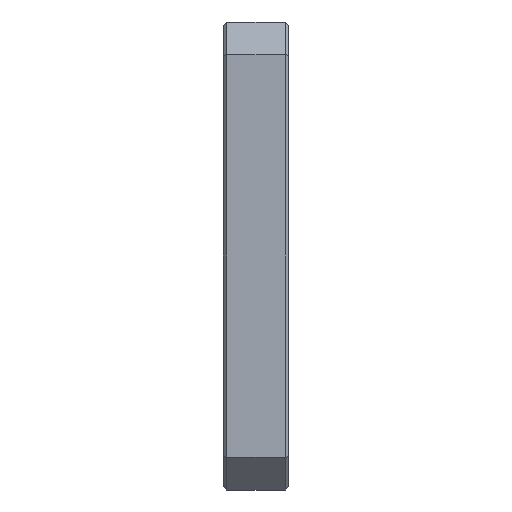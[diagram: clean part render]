
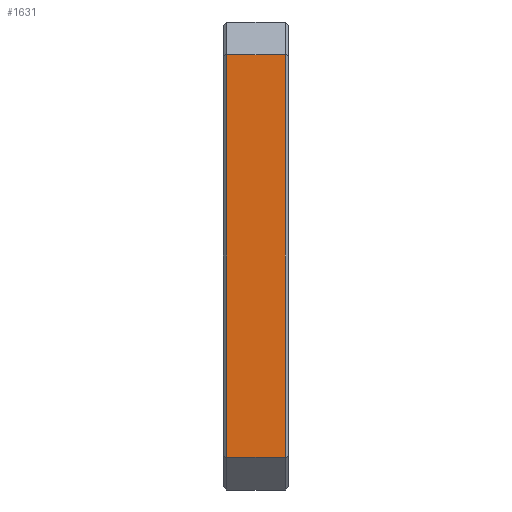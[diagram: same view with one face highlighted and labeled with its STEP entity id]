
A CAD part, left-side view. The second image highlights one B-rep face of the part: STEP entity #1631.
In plain terms, the highlighted planar face has unit normal (-1, 0, 0).
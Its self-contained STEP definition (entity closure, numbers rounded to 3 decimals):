
#10 = CARTESIAN_POINT ( 'NONE',  ( -36., -4.5, -31. ) ) ;
#48 = DIRECTION ( 'NONE',  ( 0., 1., 0. ) ) ;
#85 = VERTEX_POINT ( 'NONE', #10 ) ;
#107 = DIRECTION ( 'NONE',  ( 1., 0., 0. ) ) ;
#168 = EDGE_LOOP ( 'NONE', ( #1052, #824, #213, #1681 ) ) ;
#204 = DIRECTION ( 'NONE',  ( 0., -1., 0. ) ) ;
#213 = ORIENTED_EDGE ( 'NONE', *, *, #952, .T. ) ;
#232 = FACE_OUTER_BOUND ( 'NONE', #168, .T. ) ;
#257 = CARTESIAN_POINT ( 'NONE',  ( -36., 5., -36. ) ) ;
#313 = AXIS2_PLACEMENT_3D ( 'NONE', #257, #107, #1321 ) ;
#501 = CARTESIAN_POINT ( 'NONE',  ( -36., -4.5, -36. ) ) ;
#528 = LINE ( 'NONE', #1882, #949 ) ;
#664 = LINE ( 'NONE', #820, #858 ) ;
#773 = CARTESIAN_POINT ( 'NONE',  ( -36., 5., -31. ) ) ;
#803 = VECTOR ( 'NONE', #204, 1000. ) ;
#820 = CARTESIAN_POINT ( 'NONE',  ( -36., 4.5, -31. ) ) ;
#824 = ORIENTED_EDGE ( 'NONE', *, *, #1895, .T. ) ;
#848 = PLANE ( 'NONE',  #313 ) ;
#858 = VECTOR ( 'NONE', #1722, 1000. ) ;
#949 = VECTOR ( 'NONE', #48, 1000. ) ;
#952 = EDGE_CURVE ( 'NONE', #1092, #1839, #528, .T. ) ;
#953 = DIRECTION ( 'NONE',  ( 0., 0., 1. ) ) ;
#965 = CARTESIAN_POINT ( 'NONE',  ( -36., 4.5, 31. ) ) ;
#973 = EDGE_CURVE ( 'NONE', #1839, #1753, #664, .T. ) ;
#1052 = ORIENTED_EDGE ( 'NONE', *, *, #1771, .T. ) ;
#1054 = VECTOR ( 'NONE', #953, 1000. ) ;
#1092 = VERTEX_POINT ( 'NONE', #1934 ) ;
#1100 = LINE ( 'NONE', #773, #803 ) ;
#1321 = DIRECTION ( 'NONE',  ( 0., 0., -1. ) ) ;
#1491 = CARTESIAN_POINT ( 'NONE',  ( -36., 4.5, -31. ) ) ;
#1571 = LINE ( 'NONE', #501, #1054 ) ;
#1631 = ADVANCED_FACE ( 'NONE', ( #232 ), #848, .F. ) ;
#1681 = ORIENTED_EDGE ( 'NONE', *, *, #973, .T. ) ;
#1722 = DIRECTION ( 'NONE',  ( 0., 0., -1. ) ) ;
#1753 = VERTEX_POINT ( 'NONE', #1491 ) ;
#1771 = EDGE_CURVE ( 'NONE', #1753, #85, #1100, .T. ) ;
#1839 = VERTEX_POINT ( 'NONE', #965 ) ;
#1882 = CARTESIAN_POINT ( 'NONE',  ( -36., 5., 31. ) ) ;
#1895 = EDGE_CURVE ( 'NONE', #85, #1092, #1571, .T. ) ;
#1934 = CARTESIAN_POINT ( 'NONE',  ( -36., -4.5, 31. ) ) ;
